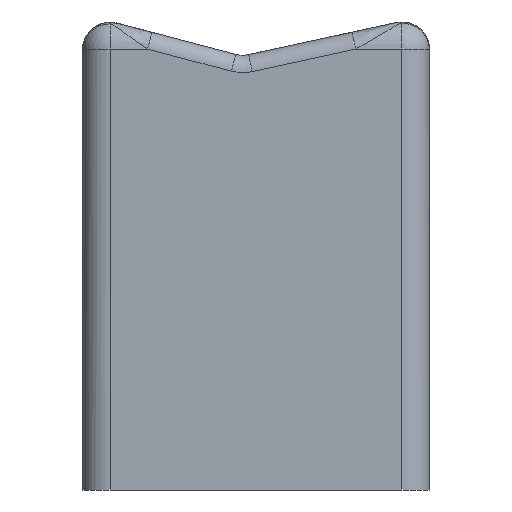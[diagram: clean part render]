
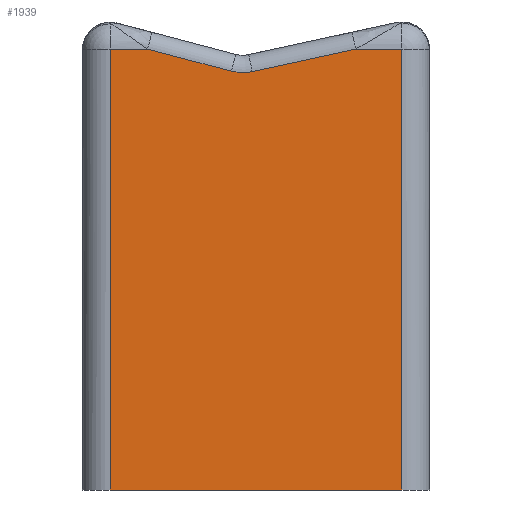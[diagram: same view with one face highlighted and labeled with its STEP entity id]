
A CAD part, left-side view. The second image highlights one B-rep face of the part: STEP entity #1939.
In plain terms, the highlighted planar face has unit normal (-1, 0, 0).
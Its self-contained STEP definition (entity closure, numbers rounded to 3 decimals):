
#230=PLANE('',#2132);
#266=FACE_OUTER_BOUND('',#404,.T.);
#404=EDGE_LOOP('',(#1376,#1377,#1378,#1379,#1380,#1381,#1382,#1383));
#523=LINE('',#2849,#583);
#549=LINE('',#3511,#609);
#550=LINE('',#3513,#610);
#551=LINE('',#3514,#611);
#552=LINE('',#3516,#612);
#553=LINE('',#3518,#613);
#554=LINE('',#3519,#614);
#583=VECTOR('',#2332,1000.);
#609=VECTOR('',#2466,1000.);
#610=VECTOR('',#2467,1000.);
#611=VECTOR('',#2468,1000.);
#612=VECTOR('',#2469,1000.);
#613=VECTOR('',#2470,1000.);
#614=VECTOR('',#2471,10.);
#675=CIRCLE('',#2124,1.3);
#776=VERTEX_POINT('',#2846);
#777=VERTEX_POINT('',#2848);
#842=VERTEX_POINT('',#3301);
#843=VERTEX_POINT('',#3303);
#859=VERTEX_POINT('',#3510);
#860=VERTEX_POINT('',#3512);
#861=VERTEX_POINT('',#3515);
#862=VERTEX_POINT('',#3517);
#958=EDGE_CURVE('',#776,#777,#523,.T.);
#1029=EDGE_CURVE('',#843,#842,#675,.T.);
#1050=EDGE_CURVE('',#776,#859,#549,.T.);
#1051=EDGE_CURVE('',#859,#860,#550,.T.);
#1052=EDGE_CURVE('',#860,#843,#551,.T.);
#1053=EDGE_CURVE('',#842,#861,#552,.T.);
#1054=EDGE_CURVE('',#861,#862,#553,.T.);
#1055=EDGE_CURVE('',#862,#777,#554,.T.);
#1376=ORIENTED_EDGE('',*,*,#1050,.T.);
#1377=ORIENTED_EDGE('',*,*,#1051,.T.);
#1378=ORIENTED_EDGE('',*,*,#1052,.T.);
#1379=ORIENTED_EDGE('',*,*,#1029,.T.);
#1380=ORIENTED_EDGE('',*,*,#1053,.T.);
#1381=ORIENTED_EDGE('',*,*,#1054,.T.);
#1382=ORIENTED_EDGE('',*,*,#1055,.T.);
#1383=ORIENTED_EDGE('',*,*,#958,.F.);
#1939=ADVANCED_FACE('',(#266),#230,.F.);
#2124=AXIS2_PLACEMENT_3D('',#3304,#2441,#2442);
#2132=AXIS2_PLACEMENT_3D('',#3509,#2464,#2465);
#2332=DIRECTION('',(0.,1.,0.));
#2441=DIRECTION('center_axis',(1.,0.,0.));
#2442=DIRECTION('ref_axis',(0.,0.,-1.));
#2464=DIRECTION('center_axis',(1.,0.,0.));
#2465=DIRECTION('ref_axis',(0.,0.,-1.));
#2466=DIRECTION('',(0.,0.,1.));
#2467=DIRECTION('',(0.,1.,0.));
#2468=DIRECTION('',(0.,0.977,-0.212));
#2469=DIRECTION('',(0.,0.967,0.254));
#2470=DIRECTION('',(0.,1.,0.));
#2471=DIRECTION('',(0.,0.,-1.));
#2846=CARTESIAN_POINT('',(-25.,0.8,-3.5));
#2848=CARTESIAN_POINT('',(-25.,9.2,-3.5));
#2849=CARTESIAN_POINT('',(-25.,0.,-3.5));
#3301=CARTESIAN_POINT('',(-25.,5.713,8.565));
#3303=CARTESIAN_POINT('',(-25.,5.106,8.552));
#3304=CARTESIAN_POINT('Origin',(-25.,5.382,9.823));
#3509=CARTESIAN_POINT('Origin',(-25.,0.,10.));
#3510=CARTESIAN_POINT('',(-25.,0.8,9.2));
#3511=CARTESIAN_POINT('',(-25.,0.8,10.));
#3512=CARTESIAN_POINT('',(-25.,2.126,9.2));
#3513=CARTESIAN_POINT('',(-25.,0.8,9.2));
#3514=CARTESIAN_POINT('',(-25.,5.106,8.552));
#3515=CARTESIAN_POINT('',(-25.,8.125,9.2));
#3516=CARTESIAN_POINT('',(-25.,6.287,8.716));
#3517=CARTESIAN_POINT('',(-25.,9.2,9.2));
#3518=CARTESIAN_POINT('',(-25.,10.,9.2));
#3519=CARTESIAN_POINT('',(-25.,9.2,0.));
